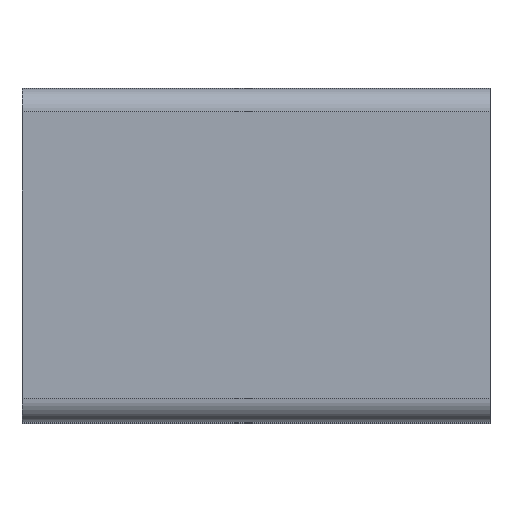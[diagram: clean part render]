
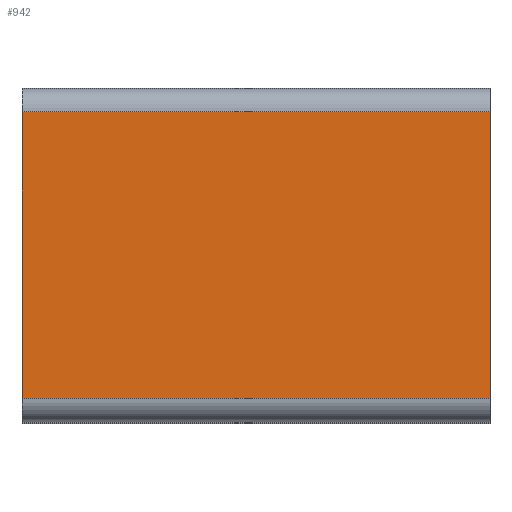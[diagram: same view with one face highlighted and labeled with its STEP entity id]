
A CAD part, top view. The second image highlights one B-rep face of the part: STEP entity #942.
In plain terms, the highlighted planar face has unit normal (0, 0, 1).
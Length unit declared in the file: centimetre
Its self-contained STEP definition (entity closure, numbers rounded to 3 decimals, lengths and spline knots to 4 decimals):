
#46=FACE_OUTER_BOUND('',#100,.T.);
#100=EDGE_LOOP('',(#615,#616,#617,#618));
#162=LINE('',#1357,#276);
#163=LINE('',#1360,#277);
#164=LINE('',#1362,#278);
#165=LINE('',#1363,#279);
#276=VECTOR('',#1107,1.);
#277=VECTOR('',#1110,1.);
#278=VECTOR('',#1111,1.);
#279=VECTOR('',#1112,1.);
#385=VERTEX_POINT('',#1350);
#388=VERTEX_POINT('',#1355);
#389=VERTEX_POINT('',#1359);
#390=VERTEX_POINT('',#1361);
#476=EDGE_CURVE('',#388,#385,#162,.T.);
#477=EDGE_CURVE('',#389,#388,#163,.T.);
#478=EDGE_CURVE('',#390,#389,#164,.T.);
#479=EDGE_CURVE('',#385,#390,#165,.T.);
#615=ORIENTED_EDGE('',*,*,#476,.F.);
#616=ORIENTED_EDGE('',*,*,#477,.F.);
#617=ORIENTED_EDGE('',*,*,#478,.F.);
#618=ORIENTED_EDGE('',*,*,#479,.F.);
#845=PLANE('',#1017);
#942=ADVANCED_FACE('',(#46),#845,.T.);
#1017=AXIS2_PLACEMENT_3D('',#1358,#1108,#1109);
#1107=DIRECTION('',(-1.,0.,0.));
#1108=DIRECTION('center_axis',(0.,0.,1.));
#1109=DIRECTION('ref_axis',(0.,1.,0.));
#1110=DIRECTION('',(0.,-1.,0.));
#1111=DIRECTION('',(1.,0.,0.));
#1112=DIRECTION('',(0.,1.,0.));
#1350=CARTESIAN_POINT('',(-0.08,0.0005,0.0035));
#1355=CARTESIAN_POINT('',(0.,0.0005,0.0035));
#1357=CARTESIAN_POINT('',(0.,0.0005,0.0035));
#1358=CARTESIAN_POINT('Origin',(0.,-0.0035,0.0035));
#1359=CARTESIAN_POINT('',(0.,0.0495,0.0035));
#1360=CARTESIAN_POINT('',(0.,0.0535,0.0035));
#1361=CARTESIAN_POINT('',(-0.08,0.0495,0.0035));
#1362=CARTESIAN_POINT('',(0.,0.0495,0.0035));
#1363=CARTESIAN_POINT('',(-0.08,0.0535,0.0035));
